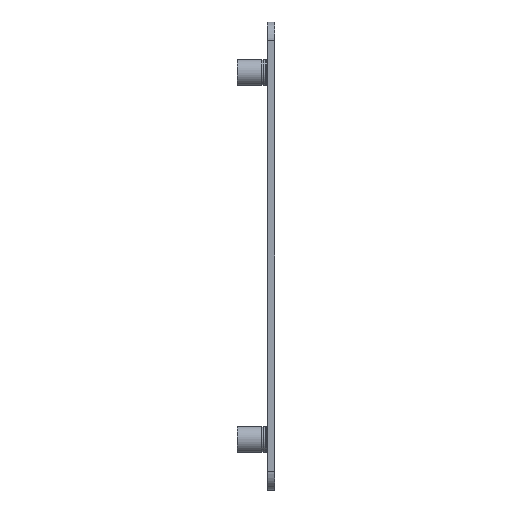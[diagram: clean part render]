
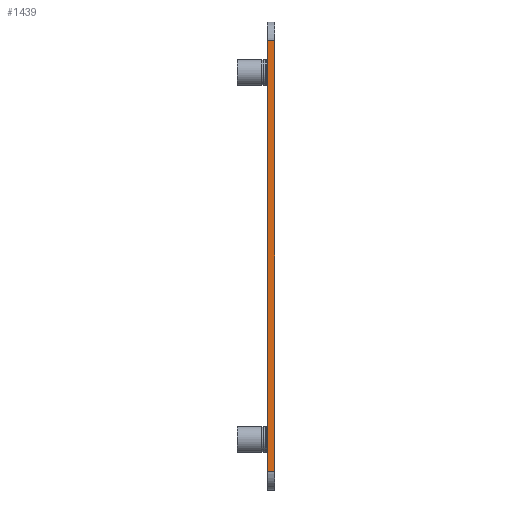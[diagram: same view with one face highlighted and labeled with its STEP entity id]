
A CAD part, left-side view. The second image highlights one B-rep face of the part: STEP entity #1439.
In plain terms, the highlighted planar face has unit normal (-1, 0, 0).
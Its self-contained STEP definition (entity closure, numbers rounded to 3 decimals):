
#87=PLANE('',#1613);
#154=FACE_OUTER_BOUND('',#233,.T.);
#233=EDGE_LOOP('',(#1132,#1133,#1134,#1135));
#366=LINE('',#2425,#478);
#367=LINE('',#2428,#479);
#368=LINE('',#2430,#480);
#369=LINE('',#2431,#481);
#478=VECTOR('',#1980,10.);
#479=VECTOR('',#1983,10.);
#480=VECTOR('',#1984,10.);
#481=VECTOR('',#1985,10.);
#701=VERTEX_POINT('',#2421);
#702=VERTEX_POINT('',#2423);
#703=VERTEX_POINT('',#2427);
#704=VERTEX_POINT('',#2429);
#883=EDGE_CURVE('',#701,#702,#366,.T.);
#884=EDGE_CURVE('',#703,#701,#367,.T.);
#885=EDGE_CURVE('',#704,#702,#368,.T.);
#886=EDGE_CURVE('',#703,#704,#369,.T.);
#1132=ORIENTED_EDGE('',*,*,#884,.T.);
#1133=ORIENTED_EDGE('',*,*,#883,.T.);
#1134=ORIENTED_EDGE('',*,*,#885,.F.);
#1135=ORIENTED_EDGE('',*,*,#886,.F.);
#1439=ADVANCED_FACE('',(#154),#87,.T.);
#1613=AXIS2_PLACEMENT_3D('',#2426,#1981,#1982);
#1980=DIRECTION('',(0.,1.,0.));
#1981=DIRECTION('center_axis',(-1.,0.,0.));
#1982=DIRECTION('ref_axis',(0.,0.,1.));
#1983=DIRECTION('',(0.,0.,1.));
#1984=DIRECTION('',(0.,0.,1.));
#1985=DIRECTION('',(0.,1.,0.));
#2421=CARTESIAN_POINT('',(-62.,0.,34.));
#2423=CARTESIAN_POINT('',(-62.,1.2,34.));
#2425=CARTESIAN_POINT('',(-62.,0.,34.));
#2426=CARTESIAN_POINT('Origin',(-62.,0.,-34.));
#2427=CARTESIAN_POINT('',(-62.,0.,-34.));
#2428=CARTESIAN_POINT('',(-62.,0.,-34.));
#2429=CARTESIAN_POINT('',(-62.,1.2,-34.));
#2430=CARTESIAN_POINT('',(-62.,1.2,-34.));
#2431=CARTESIAN_POINT('',(-62.,0.,-34.));
